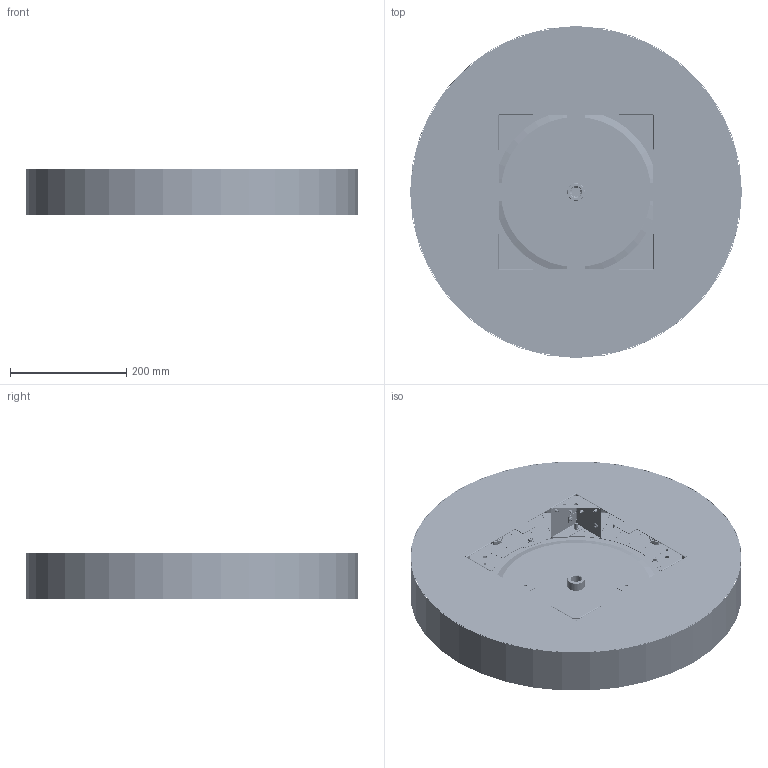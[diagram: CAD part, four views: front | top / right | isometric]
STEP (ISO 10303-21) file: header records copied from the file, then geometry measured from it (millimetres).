
FILE_DESCRIPTION(('STEP AP214'),'1');
FILE_NAME('Art.67031.stp','2023-06-12T05:36:41',(' '),(' '),'Spatial InterOp 3D',' ',' ');
FILE_SCHEMA(('AUTOMOTIVE_DESIGN { 1 0 10303 214 1 1 1 1 }'));
Length unit declared in the file: millimetre
Products named in the file (289): S.00302; ASSEM1; Art.67031; S.00317; S.00104; 22367; 22184; 22183; GrR; 21656; 22182; S.00110; STRIPS1000RGB L=50; 22185; STRIPS1000RGB; Seg. Guaina; Seg. LED; T.RA063; 22181; S.00207; 21723; 22180; A.00075; GrT.RA070 (Est); A.00081; A.00082; T.RA070; 21815; T.RA141; 24263; P.00100; C_13436; 22179
Assembly tree (496 placements, depth 5):
  Art.67031
    S.00302  x26
      ASSEM1
      (unnamed)
      (unnamed)
      (unnamed)
      (unnamed)
      (unnamed)
      (unnamed)
      (unnamed)
      S.00302
    S.00317  x12
      ASSEM1
      (unnamed)
      S.00317
    22367
      S.00104  x4
        ASSEM1
        (unnamed)
        S.00104
      22184  x2
      22183  x2
      S.00317  x4
        ASSEM1
        (unnamed)
        S.00317
      GrR  x4
        S.00317
          ASSEM1
          S.00317
        21656
      22182
    S.00110  x22
    STRIPS1000RGB L=50  x18
      22185
      STRIPS1000RGB
        ASSEM1
        Seg. Guaina
        Seg. LED
    T.RA063  x4
      ASSEM1
      T.RA063
    22181
    S.00207  x4
      ASSEM1
      S.00207
    21723  x4
    22180
    GrT.RA070 (Est)  x4
      A.00075
        ASSEM1
        A.00075
      A.00081
        ASSEM1
        A.00081
      A.00082
      T.RA070
        ASSEM1
        (unnamed)
        T.RA070
Bounding box: 570 x 570 x 80 mm (x, y, z)
Volume: 1173974.9 mm3; surface area: 2089790.6 mm2
Topology: 289 solids, 289 shells, 7407 faces, 18270 edges, 11614 vertices
Faces by surface type: cylinder 2760, plane 2696, torus 1309, sphere 312, cone 222, bspline 108
Full cylindrical faces by diameter (mm): 0.4 x26, 1 x4, 1.5 x112, 1.7 x108, 2.6 x32, 3 x54, 3.1 x108, 3.3 x130, 4 x26, 4.2 x4, 4.4 x4, 4.5 x4, 4.8 x32, 5 x250, 5.2 x68, 6 x22, 6.2 x40, 6.5 x8, 6.9 x4, 7 x8, 8.2 x4, 8.566 x4, 9.5 x4, 10 x112, 10.2 x4, 12 x4, 14 x1, 14.95 x4, 16.4 x1, 16.65 x8
Entity records: 104239 total; most frequent: CARTESIAN_POINT 17019, DIRECTION 11898, ORIENTED_EDGE 9870, EDGE_CURVE 4935, AXIS2_PLACEMENT_3D 4690, VERTEX_POINT 3344, EDGE_LOOP 3143, LINE 2518
